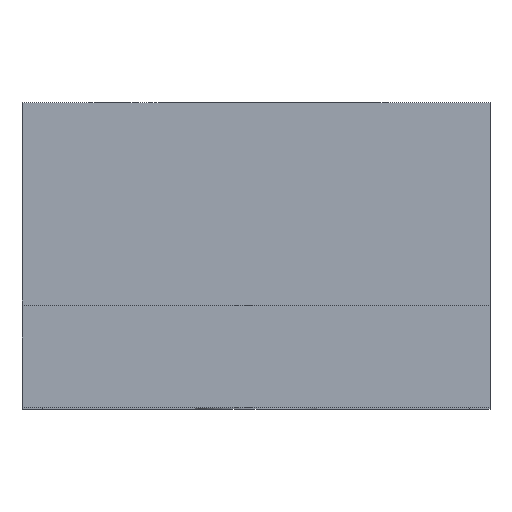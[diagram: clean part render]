
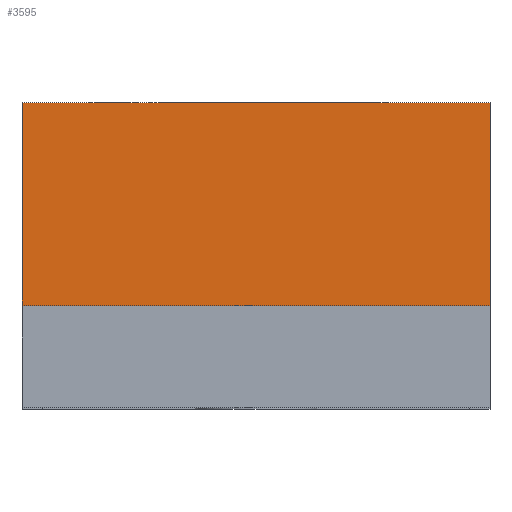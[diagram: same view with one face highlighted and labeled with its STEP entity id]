
A CAD part, top view. The second image highlights one B-rep face of the part: STEP entity #3595.
In plain terms, the highlighted planar face has unit normal (0, 0, 1).
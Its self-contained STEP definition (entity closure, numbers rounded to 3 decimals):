
#18 = DIRECTION ( 'NONE',  ( 0., 0., -1. ) ) ;
#111 = VERTEX_POINT ( 'NONE', #1248 ) ;
#156 = CARTESIAN_POINT ( 'NONE',  ( -23., 30., 41.5 ) ) ;
#309 = CARTESIAN_POINT ( 'NONE',  ( 23., 30., 41.5 ) ) ;
#377 = ORIENTED_EDGE ( 'NONE', *, *, #3135, .F. ) ;
#483 = EDGE_CURVE ( 'NONE', #1705, #1607, #2610, .T. ) ;
#576 = DIRECTION ( 'NONE',  ( -1., 0., 0. ) ) ;
#611 = ORIENTED_EDGE ( 'NONE', *, *, #4169, .T. ) ;
#778 = VECTOR ( 'NONE', #576, 1000. ) ;
#858 = VECTOR ( 'NONE', #3884, 1000. ) ;
#970 = CARTESIAN_POINT ( 'NONE',  ( 23., 30., 41.5 ) ) ;
#1077 = VERTEX_POINT ( 'NONE', #4323 ) ;
#1111 = EDGE_LOOP ( 'NONE', ( #611, #3560, #377, #4026 ) ) ;
#1149 = CARTESIAN_POINT ( 'NONE',  ( 23., 10., 41.5 ) ) ;
#1248 = CARTESIAN_POINT ( 'NONE',  ( -23., 10., 41.5 ) ) ;
#1353 = AXIS2_PLACEMENT_3D ( 'NONE', #309, #18, #1671 ) ;
#1407 = CARTESIAN_POINT ( 'NONE',  ( 23., 30., 41.5 ) ) ;
#1492 = CARTESIAN_POINT ( 'NONE',  ( -23., 30., 41.5 ) ) ;
#1552 = CARTESIAN_POINT ( 'NONE',  ( 23., 30., 41.5 ) ) ;
#1607 = VERTEX_POINT ( 'NONE', #1492 ) ;
#1646 = LINE ( 'NONE', #1149, #858 ) ;
#1671 = DIRECTION ( 'NONE',  ( -1., 0., 0. ) ) ;
#1705 = VERTEX_POINT ( 'NONE', #1407 ) ;
#1974 = PLANE ( 'NONE',  #1353 ) ;
#2002 = FACE_OUTER_BOUND ( 'NONE', #1111, .T. ) ;
#2163 = VECTOR ( 'NONE', #3456, 1000. ) ;
#2179 = EDGE_CURVE ( 'NONE', #1077, #111, #1646, .T. ) ;
#2610 = LINE ( 'NONE', #1552, #778 ) ;
#3135 = EDGE_CURVE ( 'NONE', #1705, #1077, #3737, .T. ) ;
#3253 = DIRECTION ( 'NONE',  ( 0., -1., 0. ) ) ;
#3266 = VECTOR ( 'NONE', #3253, 1000. ) ;
#3456 = DIRECTION ( 'NONE',  ( 0., -1., 0. ) ) ;
#3560 = ORIENTED_EDGE ( 'NONE', *, *, #2179, .F. ) ;
#3595 = ADVANCED_FACE ( 'NONE', ( #2002 ), #1974, .F. ) ;
#3737 = LINE ( 'NONE', #970, #2163 ) ;
#3884 = DIRECTION ( 'NONE',  ( -1., 0., 0. ) ) ;
#4026 = ORIENTED_EDGE ( 'NONE', *, *, #483, .T. ) ;
#4169 = EDGE_CURVE ( 'NONE', #1607, #111, #4256, .T. ) ;
#4256 = LINE ( 'NONE', #156, #3266 ) ;
#4323 = CARTESIAN_POINT ( 'NONE',  ( 23., 10., 41.5 ) ) ;
